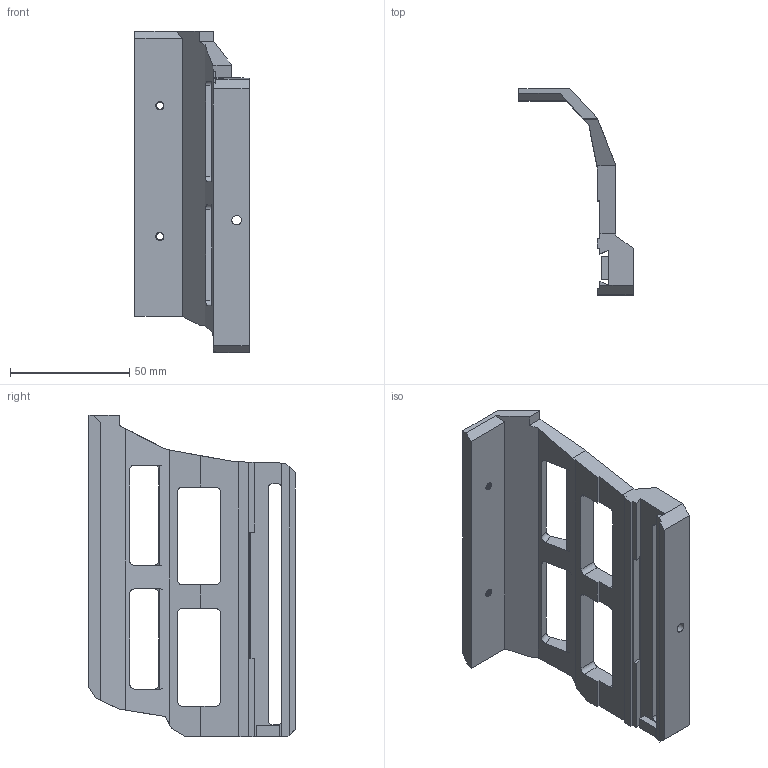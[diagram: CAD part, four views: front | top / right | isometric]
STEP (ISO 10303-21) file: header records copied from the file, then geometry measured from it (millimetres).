
FILE_DESCRIPTION(('FreeCAD Model'),'2;1');
FILE_NAME('Open CASCADE Shape Model','2024-08-24T22:38:15',(''),(''), 'Open CASCADE STEP processor 7.6','FreeCAD','Unknown');
FILE_SCHEMA(('AUTOMOTIVE_DESIGN { 1 0 10303 214 1 1 1 1 }'));
Length unit declared in the file: millimetre
Products named in the file (1): Hole001
Bounding box: 48 x 86.6 x 135 mm (x, y, z)
Volume: 66759.2 mm3; surface area: 30952.6 mm2
Topology: 1 solids, 1 shells, 176 faces, 460 edges, 285 vertices
Faces by surface type: plane 78, bspline 56, cylinder 42
Full cylindrical faces by diameter (mm): 2.921 x16, 4 x2
Entity records: 11611 total; most frequent: CARTESIAN_POINT 7663, ORIENTED_EDGE 920, DIRECTION 614, EDGE_CURVE 460, VERTEX_POINT 285, LINE 272, VECTOR 272, FACE_BOUND 193
